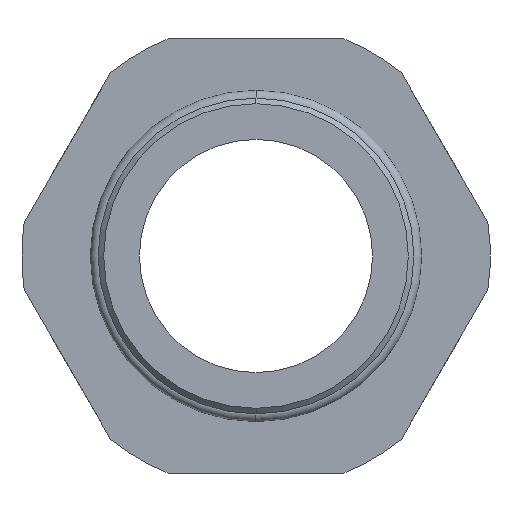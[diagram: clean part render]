
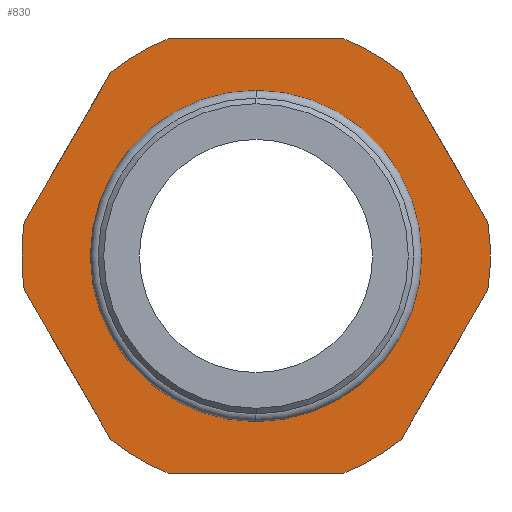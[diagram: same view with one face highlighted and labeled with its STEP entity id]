
A CAD part, front view. The second image highlights one B-rep face of the part: STEP entity #830.
In plain terms, the highlighted planar face has unit normal (0, -1, 0).
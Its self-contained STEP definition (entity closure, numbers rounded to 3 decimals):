
#14 = VECTOR ( 'NONE', #105, 1000. ) ;
#33 = AXIS2_PLACEMENT_3D ( 'NONE', #114, #121, #122 ) ;
#34 = AXIS2_PLACEMENT_3D ( 'NONE', #197, #204, #205 ) ;
#42 = AXIS2_PLACEMENT_3D ( 'NONE', #194, #195, #196 ) ;
#45 = AXIS2_PLACEMENT_3D ( 'NONE', #111, #112, #113 ) ;
#46 = AXIS2_PLACEMENT_3D ( 'NONE', #191, #192, #193 ) ;
#50 = VECTOR ( 'NONE', #129, 1000. ) ;
#52 = CARTESIAN_POINT ( 'NONE',  ( 20.785, -5.5, -3. ) ) ;
#53 = CARTESIAN_POINT ( 'NONE',  ( 20.785, -5.5, 3. ) ) ;
#57 = CARTESIAN_POINT ( 'NONE',  ( 7.794, -5.5, -19.5 ) ) ;
#59 = CARTESIAN_POINT ( 'NONE',  ( 12.99, -5.5, -16.5 ) ) ;
#60 = CARTESIAN_POINT ( 'NONE',  ( -12.99, -5.5, -16.5 ) ) ;
#61 = CARTESIAN_POINT ( 'NONE',  ( -7.794, -5.5, -19.5 ) ) ;
#69 = CARTESIAN_POINT ( 'NONE',  ( 0., -5.5, -14.474 ) ) ;
#70 = CARTESIAN_POINT ( 'NONE',  ( 0., -5.5, 14.474 ) ) ;
#76 = CARTESIAN_POINT ( 'NONE',  ( -20.785, -5.5, 3. ) ) ;
#82 = CARTESIAN_POINT ( 'NONE',  ( -20.785, -5.5, -3. ) ) ;
#103 = LINE ( 'NONE', #104, #14 ) ;
#104 = CARTESIAN_POINT ( 'NONE',  ( 11.637, -5.5, 18.843 ) ) ;
#105 = DIRECTION ( 'NONE',  ( -0.5, 0., 0.866 ) ) ;
#111 = CARTESIAN_POINT ( 'NONE',  ( 0., -5.5, 0. ) ) ;
#112 = DIRECTION ( 'NONE',  ( 0., 1., 0. ) ) ;
#113 = DIRECTION ( 'NONE',  ( 0., 0., 1. ) ) ;
#114 = CARTESIAN_POINT ( 'NONE',  ( 0., -5.5, 0. ) ) ;
#121 = DIRECTION ( 'NONE',  ( 0., 1., 0. ) ) ;
#122 = DIRECTION ( 'NONE',  ( 0., 0., 1. ) ) ;
#127 = LINE ( 'NONE', #128, #50 ) ;
#128 = CARTESIAN_POINT ( 'NONE',  ( -22.137, -5.5, 0.657 ) ) ;
#129 = DIRECTION ( 'NONE',  ( -0.5, 0., -0.866 ) ) ;
#191 = CARTESIAN_POINT ( 'NONE',  ( 0., -5.5, 0. ) ) ;
#192 = DIRECTION ( 'NONE',  ( 0., -1., 0. ) ) ;
#193 = DIRECTION ( 'NONE',  ( 0., 0., -1. ) ) ;
#194 = CARTESIAN_POINT ( 'NONE',  ( 0., -5.5, 0. ) ) ;
#195 = DIRECTION ( 'NONE',  ( 0., 1., 0. ) ) ;
#196 = DIRECTION ( 'NONE',  ( 0., 0., 1. ) ) ;
#197 = CARTESIAN_POINT ( 'NONE',  ( 0., -5.5, 0. ) ) ;
#204 = DIRECTION ( 'NONE',  ( 0., 1., 0. ) ) ;
#205 = DIRECTION ( 'NONE',  ( 0., 0., 1. ) ) ;
#299 = CARTESIAN_POINT ( 'NONE',  ( 0., -5.5, 0. ) ) ;
#306 = DIRECTION ( 'NONE',  ( 0., 1., 0. ) ) ;
#307 = DIRECTION ( 'NONE',  ( 0., 0., 1. ) ) ;
#314 = CARTESIAN_POINT ( 'NONE',  ( 0., -5.5, 0. ) ) ;
#321 = DIRECTION ( 'NONE',  ( 0., 1., 0. ) ) ;
#322 = DIRECTION ( 'NONE',  ( 0., 0., 1. ) ) ;
#332 = CARTESIAN_POINT ( 'NONE',  ( 0., -5.5, 0. ) ) ;
#336 = LINE ( 'NONE', #337, #375 ) ;
#337 = CARTESIAN_POINT ( 'NONE',  ( -22.137, -5.5, -0.657 ) ) ;
#338 = DIRECTION ( 'NONE',  ( 0.5, 0., -0.866 ) ) ;
#339 = DIRECTION ( 'NONE',  ( 0., -1., 0. ) ) ;
#340 = DIRECTION ( 'NONE',  ( 0., 0., -1. ) ) ;
#358 = AXIS2_PLACEMENT_3D ( 'NONE', #299, #306, #307 ) ;
#368 = AXIS2_PLACEMENT_3D ( 'NONE', #314, #321, #322 ) ;
#370 = AXIS2_PLACEMENT_3D ( 'NONE', #332, #339, #340 ) ;
#375 = VECTOR ( 'NONE', #338, 1000. ) ;
#377 = FACE_BOUND ( 'NONE', #553, .T. ) ;
#379 = FACE_OUTER_BOUND ( 'NONE', #554, .T. ) ;
#381 = AXIS2_PLACEMENT_3D ( 'NONE', #858, #859, #860 ) ;
#389 = VECTOR ( 'NONE', #870, 1000. ) ;
#411 = VECTOR ( 'NONE', #903, 1000. ) ;
#429 = VECTOR ( 'NONE', #941, 1000. ) ;
#497 = VERTEX_POINT ( 'NONE', #684 ) ;
#498 = VERTEX_POINT ( 'NONE', #685 ) ;
#503 = VERTEX_POINT ( 'NONE', #690 ) ;
#505 = VERTEX_POINT ( 'NONE', #692 ) ;
#508 = VERTEX_POINT ( 'NONE', #52 ) ;
#509 = VERTEX_POINT ( 'NONE', #53 ) ;
#513 = VERTEX_POINT ( 'NONE', #57 ) ;
#515 = VERTEX_POINT ( 'NONE', #59 ) ;
#516 = VERTEX_POINT ( 'NONE', #60 ) ;
#517 = VERTEX_POINT ( 'NONE', #61 ) ;
#525 = VERTEX_POINT ( 'NONE', #69 ) ;
#526 = VERTEX_POINT ( 'NONE', #70 ) ;
#532 = VERTEX_POINT ( 'NONE', #76 ) ;
#538 = VERTEX_POINT ( 'NONE', #82 ) ;
#553 = EDGE_LOOP ( 'NONE', ( #609, #674 ) ) ;
#554 = EDGE_LOOP ( 'NONE', ( #661, #665, #668, #618, #650, #675, #605, #610, #620, #672, #663, #616 ) ) ;
#605 = ORIENTED_EDGE ( 'NONE', *, *, #702, .F. ) ;
#609 = ORIENTED_EDGE ( 'NONE', *, *, #726, .F. ) ;
#610 = ORIENTED_EDGE ( 'NONE', *, *, #855, .T. ) ;
#616 = ORIENTED_EDGE ( 'NONE', *, *, #800, .T. ) ;
#618 = ORIENTED_EDGE ( 'NONE', *, *, #833, .T. ) ;
#620 = ORIENTED_EDGE ( 'NONE', *, *, #777, .F. ) ;
#650 = ORIENTED_EDGE ( 'NONE', *, *, #730, .F. ) ;
#661 = ORIENTED_EDGE ( 'NONE', *, *, #705, .F. ) ;
#663 = ORIENTED_EDGE ( 'NONE', *, *, #758, .F. ) ;
#665 = ORIENTED_EDGE ( 'NONE', *, *, #844, .T. ) ;
#668 = ORIENTED_EDGE ( 'NONE', *, *, #727, .F. ) ;
#672 = ORIENTED_EDGE ( 'NONE', *, *, #707, .T. ) ;
#674 = ORIENTED_EDGE ( 'NONE', *, *, #821, .F. ) ;
#675 = ORIENTED_EDGE ( 'NONE', *, *, #699, .T. ) ;
#684 = CARTESIAN_POINT ( 'NONE',  ( -7.794, -5.5, 19.5 ) ) ;
#685 = CARTESIAN_POINT ( 'NONE',  ( -12.99, -5.5, 16.5 ) ) ;
#690 = CARTESIAN_POINT ( 'NONE',  ( 12.99, -5.5, 16.5 ) ) ;
#692 = CARTESIAN_POINT ( 'NONE',  ( 7.794, -5.5, 19.5 ) ) ;
#699 = EDGE_CURVE ( 'NONE', #509, #503, #103, .T. ) ;
#702 = EDGE_CURVE ( 'NONE', #505, #503, #824, .T. ) ;
#705 = EDGE_CURVE ( 'NONE', #517, #516, #823, .T. ) ;
#707 = EDGE_CURVE ( 'NONE', #498, #532, #127, .T. ) ;
#726 = EDGE_CURVE ( 'NONE', #525, #526, #814, .T. ) ;
#727 = EDGE_CURVE ( 'NONE', #515, #513, #813, .T. ) ;
#730 = EDGE_CURVE ( 'NONE', #509, #508, #812, .T. ) ;
#758 = EDGE_CURVE ( 'NONE', #538, #532, #799, .T. ) ;
#777 = EDGE_CURVE ( 'NONE', #498, #497, #797, .T. ) ;
#792 = CIRCLE ( 'NONE', #370, 14.474 ) ;
#797 = CIRCLE ( 'NONE', #368, 21. ) ;
#799 = CIRCLE ( 'NONE', #358, 21. ) ;
#800 = EDGE_CURVE ( 'NONE', #538, #516, #336, .T. ) ;
#812 = CIRCLE ( 'NONE', #34, 21. ) ;
#813 = CIRCLE ( 'NONE', #42, 21. ) ;
#814 = CIRCLE ( 'NONE', #46, 14.474 ) ;
#821 = EDGE_CURVE ( 'NONE', #526, #525, #792, .T. ) ;
#823 = CIRCLE ( 'NONE', #33, 21. ) ;
#824 = CIRCLE ( 'NONE', #45, 21. ) ;
#830 = ADVANCED_FACE ( 'NONE', ( #377, #379 ), #857, .T. ) ;
#833 = EDGE_CURVE ( 'NONE', #515, #508, #868, .T. ) ;
#844 = EDGE_CURVE ( 'NONE', #517, #513, #901, .T. ) ;
#855 = EDGE_CURVE ( 'NONE', #505, #497, #939, .T. ) ;
#857 = PLANE ( 'NONE',  #381 ) ;
#858 = CARTESIAN_POINT ( 'NONE',  ( -21., -5.5, 0. ) ) ;
#859 = DIRECTION ( 'NONE',  ( 0., -1., 0. ) ) ;
#860 = DIRECTION ( 'NONE',  ( 0., 0., -1. ) ) ;
#868 = LINE ( 'NONE', #869, #389 ) ;
#869 = CARTESIAN_POINT ( 'NONE',  ( 11.637, -5.5, -18.843 ) ) ;
#870 = DIRECTION ( 'NONE',  ( 0.5, 0., 0.866 ) ) ;
#901 = LINE ( 'NONE', #902, #411 ) ;
#902 = CARTESIAN_POINT ( 'NONE',  ( -21., -5.5, -19.5 ) ) ;
#903 = DIRECTION ( 'NONE',  ( 1., 0., 0. ) ) ;
#939 = LINE ( 'NONE', #940, #429 ) ;
#940 = CARTESIAN_POINT ( 'NONE',  ( -21., -5.5, 19.5 ) ) ;
#941 = DIRECTION ( 'NONE',  ( -1., 0., 0. ) ) ;
